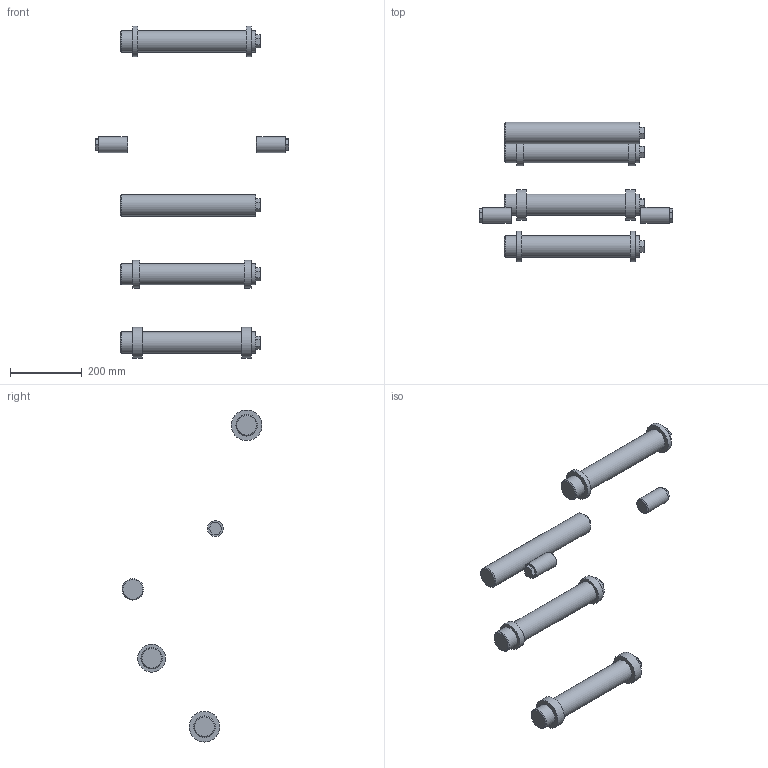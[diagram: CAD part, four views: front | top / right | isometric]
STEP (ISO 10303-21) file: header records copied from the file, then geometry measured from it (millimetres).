
FILE_DESCRIPTION( ( '' ), ' ' );
FILE_NAME( '5dee9e2041b5c6155547792c.step', '2019-12-09T19:18:56', ( '' ), ( '' ), ' ', ' ', ' ' );
FILE_SCHEMA( ( 'AUTOMOTIVE_DESIGN { 1 0 10303 214 1 1 1 1 }' ) );
Length unit declared in the file: metre
Products named in the file (12): Part 44; Part 55; Part 41; Part 19; Part 32; Part 68; Part 62; Part 50; Part 61; Part 15; Part 38; Part 52
Bounding box: 540.57 x 390.65 x 927.07 mm (x, y, z)
Volume: 4876143.9 mm3; surface area: 424545 mm2
Topology: 12 solids, 12 shells, 90 faces, 194 edges, 134 vertices
Faces by surface type: plane 66, cylinder 18, cone 6
Full cylindrical faces by diameter (mm): 44.76 x2, 60 x10, 77.78 x2, 85.4 x4
Entity records: 3022 total; most frequent: DIRECTION 396, CARTESIAN_POINT 366, ORIENTED_EDGE 300, EDGE_CURVE 150, AXIS2_PLACEMENT_3D 144, EDGE_LOOP 132, VERTEX_POINT 114, FACE_OUTER_BOUND 108
